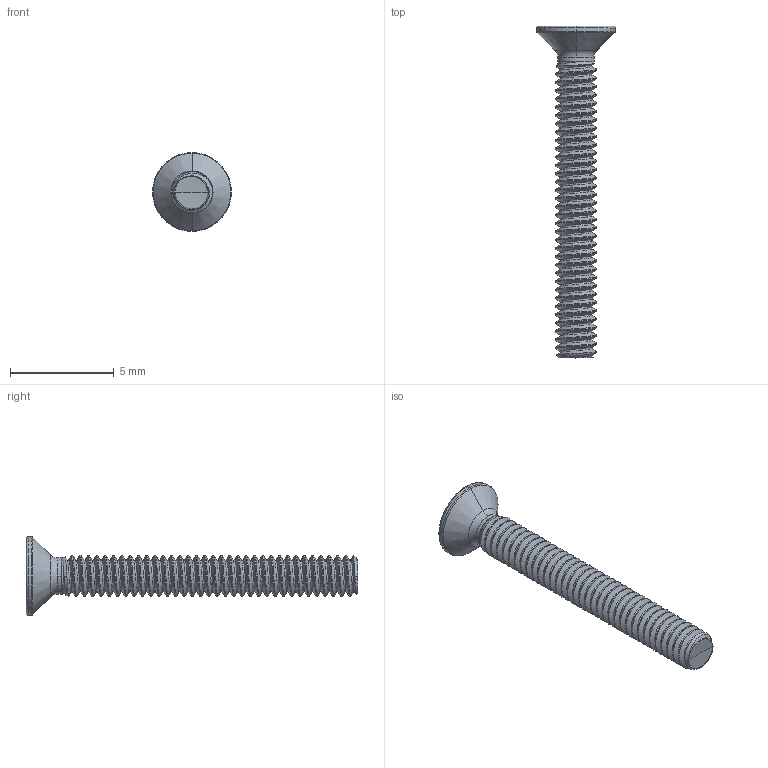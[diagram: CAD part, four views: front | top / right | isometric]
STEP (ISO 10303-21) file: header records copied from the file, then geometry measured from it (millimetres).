
FILE_DESCRIPTION (( 'STEP AP203' ), '1' );
FILE_NAME ('STM410200160.STEP', '2020-12-18T16:48:24', ( '' ), ( '' ), 'SwSTEP 2.0', 'SolidWorks 2015', '' );
FILE_SCHEMA (( 'CONFIG_CONTROL_DESIGN' ));
Length unit declared in the file: millimetre
Products named in the file (2): STM410200160
Bounding box: 3.8 x 16 x 3.8 mm (x, y, z)
Volume: 43.7 mm3; surface area: 166.3 mm2
Topology: 1 solids, 1 shells, 139 faces, 379 edges, 241 vertices
Faces by surface type: cylinder 93, bspline 18, torus 12, cone 12, sphere 2, plane 2
Entity records: 29195 total; most frequent: CARTESIAN_POINT 26139, ORIENTED_EDGE 754, DIRECTION 465, EDGE_CURVE 377, VERTEX_POINT 241, AXIS2_PLACEMENT_3D 181, EDGE_LOOP 140, ADVANCED_FACE 139
